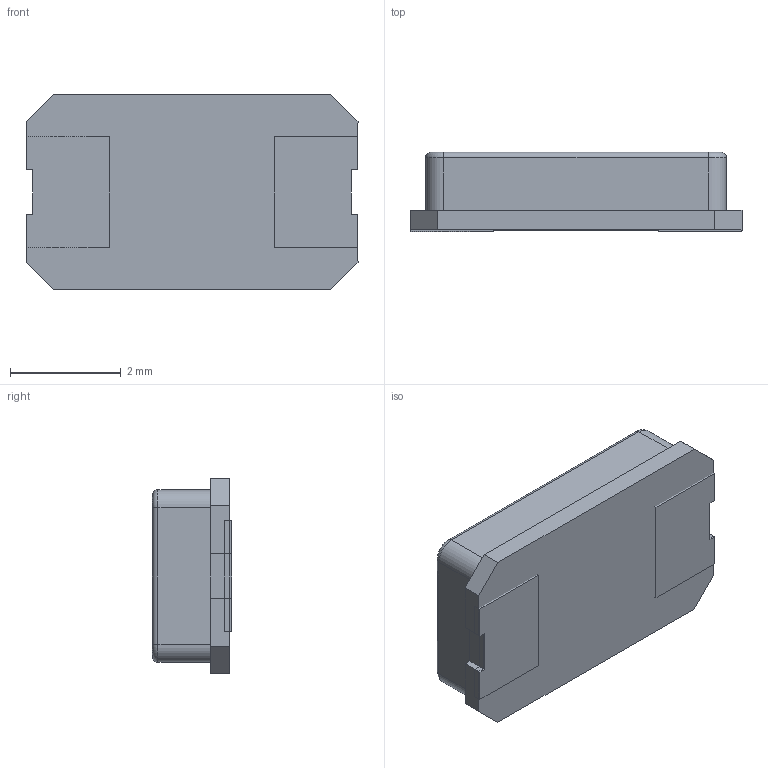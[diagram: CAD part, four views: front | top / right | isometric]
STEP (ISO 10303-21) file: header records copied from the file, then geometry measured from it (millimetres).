
FILE_DESCRIPTION (( 'STEP AP214' ), '1' );
FILE_NAME ('67P3858_6X3p5mm.STEP', '2015-01-27T21:22:24', ( '' ), ( '' ), 'SwSTEP 2.0', 'SolidWorks 2013', '' );
FILE_SCHEMA (( 'AUTOMOTIVE_DESIGN' ));
Length unit declared in the file: millimetre
Products named in the file (1): 67P3858_6X3p5mm
Bounding box: 6 x 1.43 x 3.54 mm (x, y, z)
Volume: 25.6 mm3; surface area: 77.7 mm2
Topology: 3 solids, 3 shells, 55 faces, 136 edges, 88 vertices
Faces by surface type: plane 43, cylinder 8, torus 4
Entity records: 2043 total; most frequent: CARTESIAN_POINT 280, ORIENTED_EDGE 272, DIRECTION 268, EDGE_CURVE 136, VECTOR 116, LINE 116, VERTEX_POINT 88, AXIS2_PLACEMENT_3D 76
